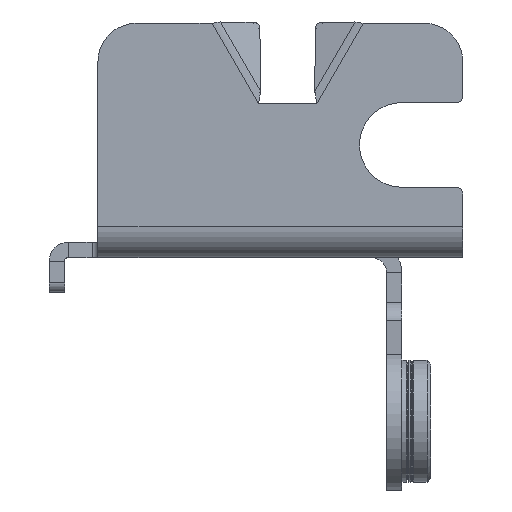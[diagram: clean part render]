
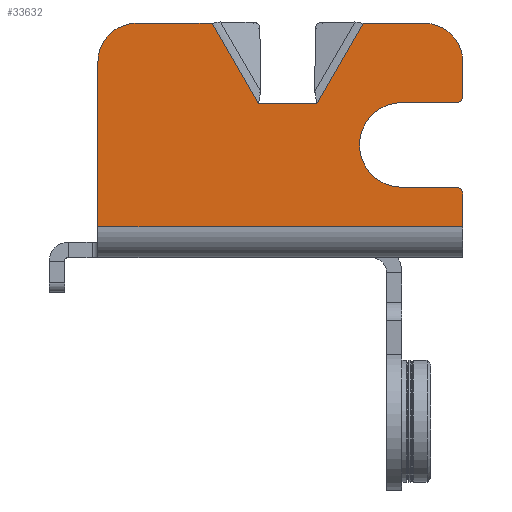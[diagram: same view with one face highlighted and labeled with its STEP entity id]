
A CAD part, left-side view. The second image highlights one B-rep face of the part: STEP entity #33632.
In plain terms, the highlighted planar face has unit normal (-1, 0, 0).
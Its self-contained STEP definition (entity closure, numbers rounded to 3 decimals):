
#13687=DIRECTION('',(0.,-1.,0.));
#13688=VECTOR('',#13687,19.05);
#13689=CARTESIAN_POINT('',(-60.408,8.255,0.8));
#13690=LINE('',#13689,#13688);
#13705=DIRECTION('',(0.,-0.5,0.866));
#13706=VECTOR('',#13705,4.838);
#13707=CARTESIAN_POINT('',(-60.408,-3.18,7.24));
#13708=LINE('',#13707,#13706);
#13709=CARTESIAN_POINT('',(-60.408,-8.795,9.43));
#13710=DIRECTION('',(-1.,0.,0.));
#13711=DIRECTION('',(0.,-1.,0.));
#13712=AXIS2_PLACEMENT_3D('',#13709,#13710,#13711);
#13714=DIRECTION('',(0.,0.,1.));
#13715=VECTOR('',#13714,1.84);
#13716=CARTESIAN_POINT('',(-60.408,-10.795,7.59));
#13717=LINE('',#13716,#13715);
#13718=CARTESIAN_POINT('',(-60.408,-10.495,7.59));
#13719=DIRECTION('',(-1.,0.,0.));
#13720=DIRECTION('',(0.,0.,-1.));
#13721=AXIS2_PLACEMENT_3D('',#13718,#13719,#13720);
#13723=DIRECTION('',(0.,1.,0.));
#13724=VECTOR('',#13723,2.88);
#13725=CARTESIAN_POINT('',(-60.408,-10.495,7.29));
#13726=LINE('',#13725,#13724);
#13727=CARTESIAN_POINT('',(-60.408,-7.615,5.08));
#13728=DIRECTION('',(-1.,0.,0.));
#13729=DIRECTION('',(0.,0.,1.));
#13730=AXIS2_PLACEMENT_3D('',#13727,#13728,#13729);
#13732=DIRECTION('',(0.,1.,0.));
#13733=VECTOR('',#13732,2.88);
#13734=CARTESIAN_POINT('',(-60.408,-10.495,2.87));
#13735=LINE('',#13734,#13733);
#13736=CARTESIAN_POINT('',(-60.408,-10.495,2.57));
#13737=DIRECTION('',(-1.,0.,0.));
#13738=DIRECTION('',(0.,-1.,0.));
#13739=AXIS2_PLACEMENT_3D('',#13736,#13737,#13738);
#13741=DIRECTION('',(0.,0.,1.));
#13742=VECTOR('',#13741,1.77);
#13743=CARTESIAN_POINT('',(-60.408,-10.795,0.8));
#13744=LINE('',#13743,#13742);
#13745=DIRECTION('',(0.,0.,-1.));
#13746=VECTOR('',#13745,8.63);
#13747=CARTESIAN_POINT('',(-60.408,8.255,9.43));
#13748=LINE('',#13747,#13746);
#13749=CARTESIAN_POINT('',(-60.408,6.255,9.43));
#13750=DIRECTION('',(-1.,0.,0.));
#13751=DIRECTION('',(0.,0.,1.));
#13752=AXIS2_PLACEMENT_3D('',#13749,#13750,#13751);
#13754=DIRECTION('',(0.,-0.5,-0.866));
#13755=VECTOR('',#13754,4.838);
#13756=CARTESIAN_POINT('',(-60.408,2.289,11.43));
#13757=LINE('',#13756,#13755);
#13758=DIRECTION('',(0.,1.,0.));
#13759=VECTOR('',#13758,3.05);
#13760=CARTESIAN_POINT('',(-60.408,-3.18,7.24));
#13761=LINE('',#13760,#13759);
#13825=CARTESIAN_POINT('',(-60.408,2.289,11.43));
#13834=CARTESIAN_POINT('',(-60.408,-0.13,7.24));
#13971=DIRECTION('',(0.,1.,0.));
#13972=VECTOR('',#13971,3.196);
#13973=CARTESIAN_POINT('',(-60.408,-8.795,11.43));
#13974=LINE('',#13973,#13972);
#14407=DIRECTION('',(0.,1.,0.));
#14408=VECTOR('',#14407,3.966);
#14409=CARTESIAN_POINT('',(-60.408,2.289,11.43));
#14410=LINE('',#14409,#14408);
#20423=CARTESIAN_POINT('',(-60.408,8.255,0.8));
#20424=CARTESIAN_POINT('',(-60.408,-10.795,0.8));
#20425=VERTEX_POINT('',#20423);
#20426=VERTEX_POINT('',#20424);
#20439=CARTESIAN_POINT('',(-60.408,-7.615,7.29));
#20440=CARTESIAN_POINT('',(-60.408,-7.615,2.87));
#20441=VERTEX_POINT('',#20439);
#20442=VERTEX_POINT('',#20440);
#20447=CARTESIAN_POINT('',(-60.408,-10.495,7.29));
#20448=VERTEX_POINT('',#20447);
#20449=CARTESIAN_POINT('',(-60.408,-10.795,7.59));
#20450=VERTEX_POINT('',#20449);
#20455=CARTESIAN_POINT('',(-60.408,-10.795,2.57));
#20456=VERTEX_POINT('',#20455);
#20457=CARTESIAN_POINT('',(-60.408,-10.495,2.87));
#20458=VERTEX_POINT('',#20457);
#20459=CARTESIAN_POINT('',(-60.408,6.255,11.43));
#20460=CARTESIAN_POINT('',(-60.408,8.255,9.43));
#20461=VERTEX_POINT('',#20459);
#20462=VERTEX_POINT('',#20460);
#20467=CARTESIAN_POINT('',(-60.408,-10.795,9.43));
#20468=CARTESIAN_POINT('',(-60.408,-8.795,11.43));
#20469=VERTEX_POINT('',#20467);
#20470=VERTEX_POINT('',#20468);
#20795=VERTEX_POINT('',#13834);
#20796=VERTEX_POINT('',#13825);
#20807=CARTESIAN_POINT('',(-60.408,-3.18,7.24));
#20808=VERTEX_POINT('',#20807);
#20809=CARTESIAN_POINT('',(-60.408,-5.599,11.43));
#20810=VERTEX_POINT('',#20809);
#33594=CARTESIAN_POINT('',(-60.408,-10.795,-0.8));
#33595=DIRECTION('',(-1.,0.,0.));
#33596=DIRECTION('',(0.,-1.,0.));
#33597=AXIS2_PLACEMENT_3D('',#33594,#33595,#33596);
#33598=PLANE('',#33597);
#33600=ORIENTED_EDGE('',*,*,#33599,.T.);
#33602=ORIENTED_EDGE('',*,*,#33601,.F.);
#33604=ORIENTED_EDGE('',*,*,#33603,.F.);
#33606=ORIENTED_EDGE('',*,*,#33605,.F.);
#33608=ORIENTED_EDGE('',*,*,#33607,.F.);
#33610=ORIENTED_EDGE('',*,*,#33609,.T.);
#33612=ORIENTED_EDGE('',*,*,#33611,.T.);
#33614=ORIENTED_EDGE('',*,*,#33613,.F.);
#33616=ORIENTED_EDGE('',*,*,#33615,.F.);
#33618=ORIENTED_EDGE('',*,*,#33617,.F.);
#33619=ORIENTED_EDGE('',*,*,#33585,.F.);
#33621=ORIENTED_EDGE('',*,*,#33620,.F.);
#33623=ORIENTED_EDGE('',*,*,#33622,.F.);
#33625=ORIENTED_EDGE('',*,*,#33624,.F.);
#33627=ORIENTED_EDGE('',*,*,#33626,.T.);
#33629=ORIENTED_EDGE('',*,*,#33628,.F.);
#33630=EDGE_LOOP('',(#33600,#33602,#33604,#33606,#33608,#33610,#33612,#33614,
#33616,#33618,#33619,#33621,#33623,#33625,#33627,#33629));
#33631=FACE_OUTER_BOUND('',#33630,.F.);
#13713=CIRCLE('',#13712,2.);
#13722=CIRCLE('',#13721,0.3);
#13731=CIRCLE('',#13730,2.21);
#13740=CIRCLE('',#13739,0.3);
#13753=CIRCLE('',#13752,2.);
#33585=EDGE_CURVE('',#20425,#20426,#13690,.T.);
#33599=EDGE_CURVE('',#20808,#20810,#13708,.T.);
#33601=EDGE_CURVE('',#20470,#20810,#13974,.T.);
#33603=EDGE_CURVE('',#20469,#20470,#13713,.T.);
#33605=EDGE_CURVE('',#20450,#20469,#13717,.T.);
#33607=EDGE_CURVE('',#20448,#20450,#13722,.T.);
#33609=EDGE_CURVE('',#20448,#20441,#13726,.T.);
#33611=EDGE_CURVE('',#20441,#20442,#13731,.T.);
#33613=EDGE_CURVE('',#20458,#20442,#13735,.T.);
#33615=EDGE_CURVE('',#20456,#20458,#13740,.T.);
#33617=EDGE_CURVE('',#20426,#20456,#13744,.T.);
#33620=EDGE_CURVE('',#20462,#20425,#13748,.T.);
#33622=EDGE_CURVE('',#20461,#20462,#13753,.T.);
#33624=EDGE_CURVE('',#20796,#20461,#14410,.T.);
#33626=EDGE_CURVE('',#20796,#20795,#13757,.T.);
#33628=EDGE_CURVE('',#20808,#20795,#13761,.T.);
#33632=ADVANCED_FACE('',(#33631),#33598,.T.);
